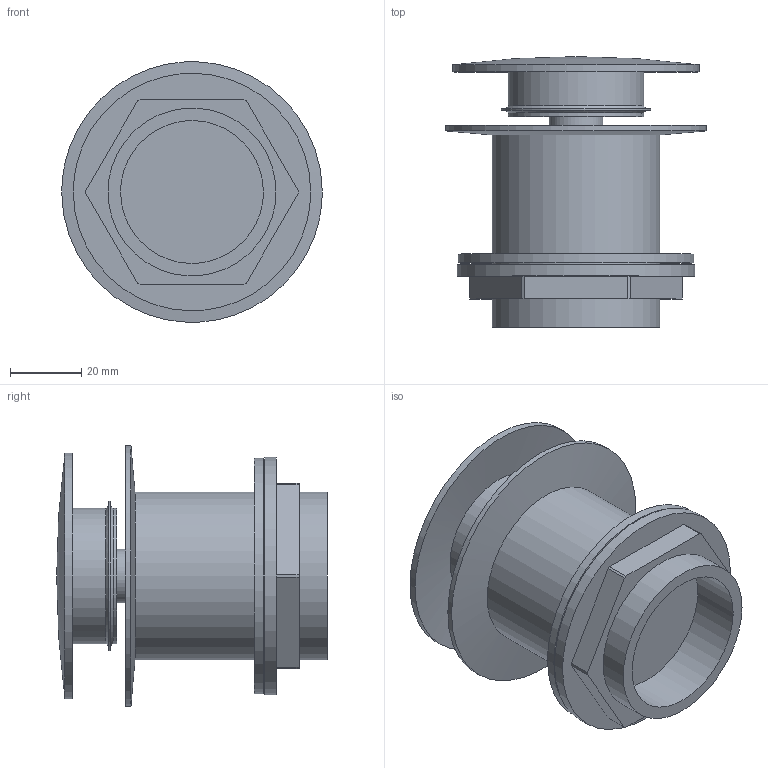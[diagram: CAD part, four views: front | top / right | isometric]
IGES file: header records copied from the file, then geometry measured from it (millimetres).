
Global section: file name: V392-UNS; native system: Autodesk Inventor 2018; preprocessor: unknown; author: rclarke; date: 20180126.084412; units: millimetre
Bounding box: 73 x 75.8 x 72.86 mm (x, y, z)
Volume: 76920.1 mm3; surface area: 42624.9 mm2
Topology: 1 solids, 1 shells, 42 faces, 109 edges, 80 vertices
Faces by surface type: bspline 42
